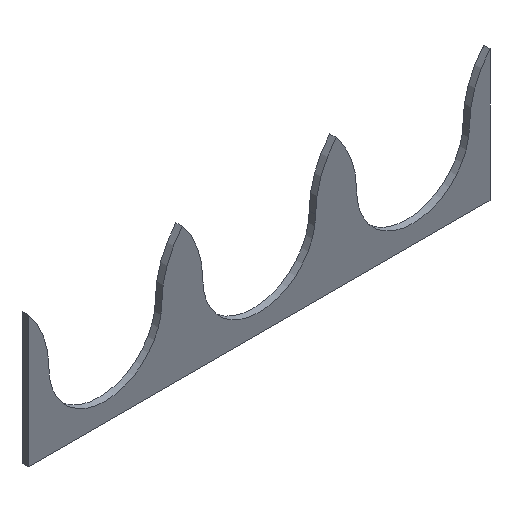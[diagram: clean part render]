
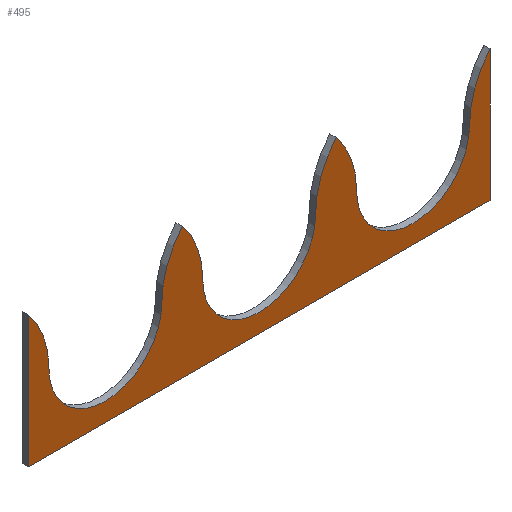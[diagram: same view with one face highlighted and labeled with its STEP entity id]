
A CAD part, isometric view. The second image highlights one B-rep face of the part: STEP entity #495.
In plain terms, the highlighted planar face has unit normal (0, -1, 0).
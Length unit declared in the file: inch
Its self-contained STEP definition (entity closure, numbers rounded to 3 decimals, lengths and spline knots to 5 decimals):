
#5 = AXIS2_PLACEMENT_3D ( 'NONE', #256, #153, #128 ) ;
#11 = CIRCLE ( 'NONE', #51, 2.2 ) ;
#18 = CIRCLE ( 'NONE', #66, 3.425 ) ;
#19 = CIRCLE ( 'NONE', #38, 2.2 ) ;
#20 = CIRCLE ( 'NONE', #37, 3.425 ) ;
#22 = AXIS2_PLACEMENT_3D ( 'NONE', #251, #252, #253 ) ;
#29 = VECTOR ( 'NONE', #338, 39.37008 ) ;
#37 = AXIS2_PLACEMENT_3D ( 'NONE', #344, #343, #342 ) ;
#38 = AXIS2_PLACEMENT_3D ( 'NONE', #334, #333, #345 ) ;
#39 = VECTOR ( 'NONE', #432, 39.37008 ) ;
#40 = AXIS2_PLACEMENT_3D ( 'NONE', #286, #287, #154 ) ;
#41 = CIRCLE ( 'NONE', #40, 3.425 ) ;
#42 = CIRCLE ( 'NONE', #71, 2.2 ) ;
#45 = AXIS2_PLACEMENT_3D ( 'NONE', #391, #392, #393 ) ;
#46 = CIRCLE ( 'NONE', #73, 3.425 ) ;
#47 = VECTOR ( 'NONE', #448, 39.37008 ) ;
#51 = AXIS2_PLACEMENT_3D ( 'NONE', #274, #275, #276 ) ;
#54 = CIRCLE ( 'NONE', #22, 3.425 ) ;
#60 = CIRCLE ( 'NONE', #45, 3.425 ) ;
#66 = AXIS2_PLACEMENT_3D ( 'NONE', #356, #324, #325 ) ;
#71 = AXIS2_PLACEMENT_3D ( 'NONE', #190, #159, #235 ) ;
#73 = AXIS2_PLACEMENT_3D ( 'NONE', #367, #368, #369 ) ;
#91 = ORIENTED_EDGE ( 'NONE', *, *, #476, .T. ) ;
#98 = CARTESIAN_POINT ( 'NONE',  ( 12., -0.25, 5.125 ) ) ;
#99 = CARTESIAN_POINT ( 'NONE',  ( 6.8, -0.25, 2.925 ) ) ;
#104 = VERTEX_POINT ( 'NONE', #99 ) ;
#106 = VERTEX_POINT ( 'NONE', #120 ) ;
#108 = VERTEX_POINT ( 'NONE', #116 ) ;
#113 = ORIENTED_EDGE ( 'NONE', *, *, #471, .T. ) ;
#115 = ORIENTED_EDGE ( 'NONE', *, *, #501, .F. ) ;
#116 = CARTESIAN_POINT ( 'NONE',  ( 11.2, -0.25, 2.925 ) ) ;
#120 = CARTESIAN_POINT ( 'NONE',  ( 18., -0.25, 0. ) ) ;
#126 = CARTESIAN_POINT ( 'NONE',  ( 0., -0.25, 5.125 ) ) ;
#128 = DIRECTION ( 'NONE',  ( 0., 0., 1. ) ) ;
#146 = CARTESIAN_POINT ( 'NONE',  ( 5.2, -0.25, 2.925 ) ) ;
#147 = CARTESIAN_POINT ( 'NONE',  ( 17.2, -0.25, 2.925 ) ) ;
#153 = DIRECTION ( 'NONE',  ( 0., 1., 0. ) ) ;
#154 = DIRECTION ( 'NONE',  ( 0., 0., 1. ) ) ;
#155 = CARTESIAN_POINT ( 'NONE',  ( 0., -0.25, 0. ) ) ;
#157 = CARTESIAN_POINT ( 'NONE',  ( 12.8, -0.25, 2.925 ) ) ;
#159 = DIRECTION ( 'NONE',  ( 0., 1., 0. ) ) ;
#164 = VERTEX_POINT ( 'NONE', #98 ) ;
#183 = ORIENTED_EDGE ( 'NONE', *, *, #519, .F. ) ;
#184 = ORIENTED_EDGE ( 'NONE', *, *, #468, .F. ) ;
#186 = EDGE_LOOP ( 'NONE', ( #352, #308, #115, #310, #309, #183, #193, #91, #192, #113, #217, #184 ) ) ;
#189 = VERTEX_POINT ( 'NONE', #157 ) ;
#190 = CARTESIAN_POINT ( 'NONE',  ( 15., -0.25, 2.925 ) ) ;
#192 = ORIENTED_EDGE ( 'NONE', *, *, #488, .F. ) ;
#193 = ORIENTED_EDGE ( 'NONE', *, *, #499, .T. ) ;
#217 = ORIENTED_EDGE ( 'NONE', *, *, #479, .F. ) ;
#219 = VERTEX_POINT ( 'NONE', #222 ) ;
#222 = CARTESIAN_POINT ( 'NONE',  ( 6., -0.25, 5.125 ) ) ;
#227 = VERTEX_POINT ( 'NONE', #146 ) ;
#228 = VERTEX_POINT ( 'NONE', #126 ) ;
#229 = VERTEX_POINT ( 'NONE', #147 ) ;
#235 = DIRECTION ( 'NONE',  ( 0., 0., 1. ) ) ;
#236 = CARTESIAN_POINT ( 'NONE',  ( 0., -0.25, 2.5625 ) ) ;
#240 = VERTEX_POINT ( 'NONE', #155 ) ;
#242 = LINE ( 'NONE', #236, #29 ) ;
#251 = CARTESIAN_POINT ( 'NONE',  ( 14.625, -0.25, 2.925 ) ) ;
#252 = DIRECTION ( 'NONE',  ( 0., 1., 0. ) ) ;
#253 = DIRECTION ( 'NONE',  ( 0., 0., 1. ) ) ;
#256 = CARTESIAN_POINT ( 'NONE',  ( -5.56272, -0.25, 2.5625 ) ) ;
#259 = FACE_OUTER_BOUND ( 'NONE', #186, .T. ) ;
#260 = PLANE ( 'NONE',  #5 ) ;
#274 = CARTESIAN_POINT ( 'NONE',  ( 3., -0.25, 2.925 ) ) ;
#275 = DIRECTION ( 'NONE',  ( 0., 1., 0. ) ) ;
#276 = DIRECTION ( 'NONE',  ( 0., 0., 1. ) ) ;
#286 = CARTESIAN_POINT ( 'NONE',  ( 3.375, -0.25, 2.925 ) ) ;
#287 = DIRECTION ( 'NONE',  ( 0., 1., 0. ) ) ;
#303 = VERTEX_POINT ( 'NONE', #350 ) ;
#304 = VERTEX_POINT ( 'NONE', #328 ) ;
#308 = ORIENTED_EDGE ( 'NONE', *, *, #517, .F. ) ;
#309 = ORIENTED_EDGE ( 'NONE', *, *, #508, .T. ) ;
#310 = ORIENTED_EDGE ( 'NONE', *, *, #512, .T. ) ;
#324 = DIRECTION ( 'NONE',  ( 0., 1., 0. ) ) ;
#325 = DIRECTION ( 'NONE',  ( 0., 0., 1. ) ) ;
#328 = CARTESIAN_POINT ( 'NONE',  ( 18., -0.25, 5.125 ) ) ;
#333 = DIRECTION ( 'NONE',  ( 0., 1., 0. ) ) ;
#334 = CARTESIAN_POINT ( 'NONE',  ( 9., -0.25, 2.925 ) ) ;
#338 = DIRECTION ( 'NONE',  ( 0., 0., 1. ) ) ;
#342 = DIRECTION ( 'NONE',  ( 0., 0., 1. ) ) ;
#343 = DIRECTION ( 'NONE',  ( 0., -1., 0. ) ) ;
#344 = CARTESIAN_POINT ( 'NONE',  ( 9.375, -0.25, 2.925 ) ) ;
#345 = DIRECTION ( 'NONE',  ( 0., 0., 1. ) ) ;
#350 = CARTESIAN_POINT ( 'NONE',  ( 0.8, -0.25, 2.925 ) ) ;
#352 = ORIENTED_EDGE ( 'NONE', *, *, #497, .T. ) ;
#356 = CARTESIAN_POINT ( 'NONE',  ( 8.625, -0.25, 2.925 ) ) ;
#367 = CARTESIAN_POINT ( 'NONE',  ( 20.625, -0.25, 2.925 ) ) ;
#368 = DIRECTION ( 'NONE',  ( 0., 1., 0. ) ) ;
#369 = DIRECTION ( 'NONE',  ( 0., 0., 1. ) ) ;
#372 = CARTESIAN_POINT ( 'NONE',  ( -5.56272, -0.25, 0. ) ) ;
#374 = LINE ( 'NONE', #433, #39 ) ;
#391 = CARTESIAN_POINT ( 'NONE',  ( -2.625, -0.25, 2.925 ) ) ;
#392 = DIRECTION ( 'NONE',  ( 0., 1., 0. ) ) ;
#393 = DIRECTION ( 'NONE',  ( 0., 0., 1. ) ) ;
#432 = DIRECTION ( 'NONE',  ( 0., 0., 1. ) ) ;
#433 = CARTESIAN_POINT ( 'NONE',  ( 18., -0.25, 2.5625 ) ) ;
#442 = LINE ( 'NONE', #372, #47 ) ;
#448 = DIRECTION ( 'NONE',  ( 1., 0., 0. ) ) ;
#468 = EDGE_CURVE ( 'NONE', #227, #219, #18, .T. ) ;
#471 = EDGE_CURVE ( 'NONE', #108, #104, #19, .T. ) ;
#476 = EDGE_CURVE ( 'NONE', #189, #164, #20, .T. ) ;
#479 = EDGE_CURVE ( 'NONE', #219, #104, #41, .T. ) ;
#488 = EDGE_CURVE ( 'NONE', #108, #164, #54, .T. ) ;
#495 = ADVANCED_FACE ( 'NONE', ( #259 ), #260, .F. ) ;
#497 = EDGE_CURVE ( 'NONE', #227, #303, #11, .T. ) ;
#499 = EDGE_CURVE ( 'NONE', #229, #189, #42, .T. ) ;
#501 = EDGE_CURVE ( 'NONE', #240, #228, #242, .T. ) ;
#508 = EDGE_CURVE ( 'NONE', #106, #304, #374, .T. ) ;
#512 = EDGE_CURVE ( 'NONE', #240, #106, #442, .T. ) ;
#517 = EDGE_CURVE ( 'NONE', #228, #303, #60, .T. ) ;
#519 = EDGE_CURVE ( 'NONE', #229, #304, #46, .T. ) ;
